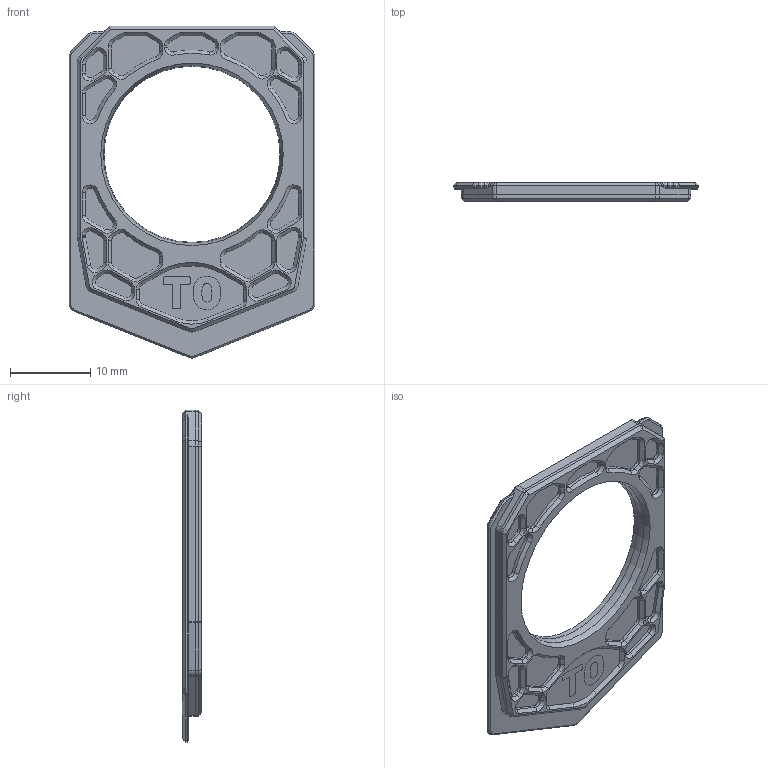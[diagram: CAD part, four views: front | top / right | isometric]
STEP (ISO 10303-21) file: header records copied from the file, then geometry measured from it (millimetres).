
FILE_DESCRIPTION(/* description */ (''),/* implementation_level */ '2;1');
FILE_NAME(/* name */ 'T0 v1.step',/* time_stamp */ '2025-07-25T03:46:23+02:00',/* author */ (''),/* organization */ (''),/* preprocessor_version */ 'ST-DEVELOPER v20.1',/* originating_system */ 'Autodesk Translation Framework v14.4.0.0',/* authorisation */ '');
FILE_SCHEMA (('AUTOMOTIVE_DESIGN { 1 0 10303 214 3 1 1 }'));
Length unit declared in the file: millimetre
Products named in the file (2): Open_Grill; Component2
Assembly tree (1 placements, depth 2):
  Open_Grill
    Component2
Bounding box: 30.6 x 2.4 x 41.4 mm (x, y, z)
Volume: 1303.6 mm3; surface area: 2960.3 mm2
Topology: 5 solids, 5 shells, 682 faces, 1688 edges, 1019 vertices
Faces by surface type: plane 242, bspline 205, cylinder 125, cone 108, torus 2
Full cylindrical faces by diameter (mm): 6 x2, 21.962 x1
Entity records: 25934 total; most frequent: CARTESIAN_POINT 10787, ORIENTED_EDGE 3376, DIRECTION 2675, EDGE_CURVE 1688, VERTEX_POINT 1019, LINE 957, VECTOR 957, AXIS2_PLACEMENT_3D 859
